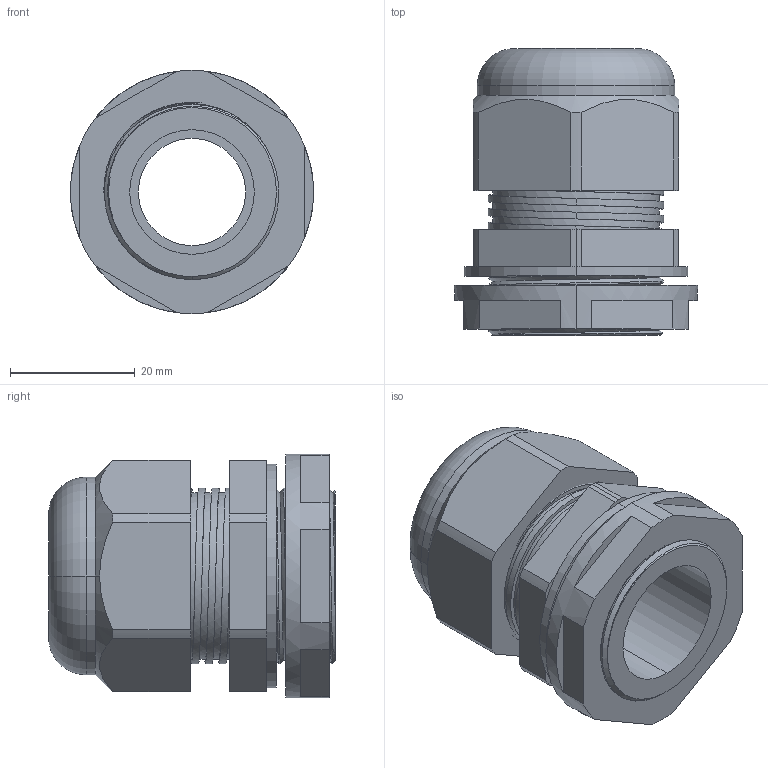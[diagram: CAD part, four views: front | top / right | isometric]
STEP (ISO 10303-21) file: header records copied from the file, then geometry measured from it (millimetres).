
FILE_DESCRIPTION (( 'STEP AP203' ), '1' );
FILE_NAME ('BMX-16-W.step', '2016-02-11T13:27:45', ( '' ), ( '' ), 'SwSTEP 2.0', 'SolidWorks 2015', '' );
FILE_SCHEMA (( 'CONFIG_CONTROL_DESIGN' ));
Length unit declared in the file: millimetre
Products named in the file (1): BMX-16-W
Bounding box: 39 x 46 x 39 mm (x, y, z)
Volume: 25412.1 mm3; surface area: 20518.5 mm2
Topology: 5 solids, 5 shells, 208 faces, 578 edges, 382 vertices
Faces by surface type: plane 101, cylinder 85, bspline 11, cone 7, torus 4
Entity records: 11485 total; most frequent: CARTESIAN_POINT 6328, ORIENTED_EDGE 1156, DIRECTION 1005, EDGE_CURVE 578, VERTEX_POINT 382, AXIS2_PLACEMENT_3D 368, VECTOR 269, LINE 269
